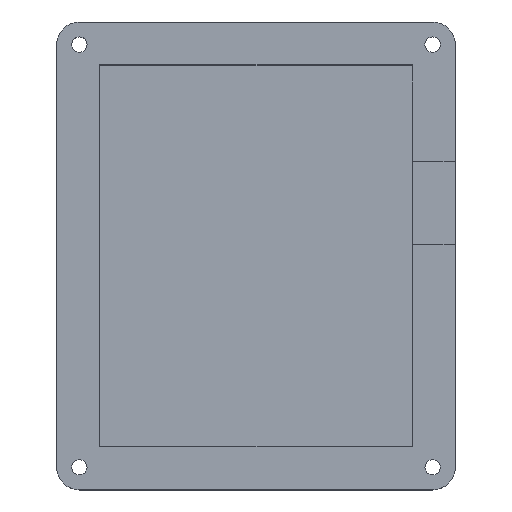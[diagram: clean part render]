
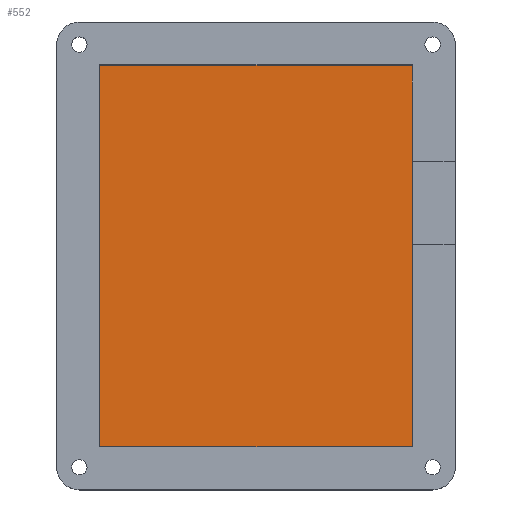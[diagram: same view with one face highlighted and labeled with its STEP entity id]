
A CAD part, top view. The second image highlights one B-rep face of the part: STEP entity #552.
In plain terms, the highlighted planar face has unit normal (0, 0, 1).
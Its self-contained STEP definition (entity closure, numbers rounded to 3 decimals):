
#44=PLANE('',#612);
#66=FACE_OUTER_BOUND('',#101,.T.);
#101=EDGE_LOOP('',(#453,#454,#455,#456));
#160=LINE('',#915,#209);
#162=LINE('',#919,#211);
#163=LINE('',#921,#212);
#164=LINE('',#922,#213);
#209=VECTOR('',#736,10.);
#211=VECTOR('',#740,10.);
#212=VECTOR('',#741,10.);
#213=VECTOR('',#742,10.);
#284=VERTEX_POINT('',#912);
#285=VERTEX_POINT('',#914);
#286=VERTEX_POINT('',#918);
#287=VERTEX_POINT('',#920);
#347=EDGE_CURVE('',#284,#285,#160,.T.);
#349=EDGE_CURVE('',#285,#286,#162,.T.);
#350=EDGE_CURVE('',#287,#284,#163,.T.);
#351=EDGE_CURVE('',#286,#287,#164,.T.);
#453=ORIENTED_EDGE('',*,*,#349,.F.);
#454=ORIENTED_EDGE('',*,*,#347,.F.);
#455=ORIENTED_EDGE('',*,*,#350,.F.);
#456=ORIENTED_EDGE('',*,*,#351,.F.);
#552=ADVANCED_FACE('',(#66),#44,.T.);
#612=AXIS2_PLACEMENT_3D('',#917,#738,#739);
#736=DIRECTION('',(0.,-1.,0.));
#738=DIRECTION('center_axis',(0.,0.,1.));
#739=DIRECTION('ref_axis',(1.,0.,0.));
#740=DIRECTION('',(-1.,0.,0.));
#741=DIRECTION('',(1.,0.,0.));
#742=DIRECTION('',(0.,1.,0.));
#912=CARTESIAN_POINT('',(-0.8,50.,3.));
#914=CARTESIAN_POINT('',(-0.8,-34.56,3.));
#915=CARTESIAN_POINT('',(-0.8,28.86,3.));
#917=CARTESIAN_POINT('Origin',(-35.4,7.72,3.));
#918=CARTESIAN_POINT('',(-70.,-34.56,3.));
#919=CARTESIAN_POINT('',(-18.1,-34.56,3.));
#920=CARTESIAN_POINT('',(-70.,50.,3.));
#921=CARTESIAN_POINT('',(-52.7,50.,3.));
#922=CARTESIAN_POINT('',(-70.,-13.42,3.));
